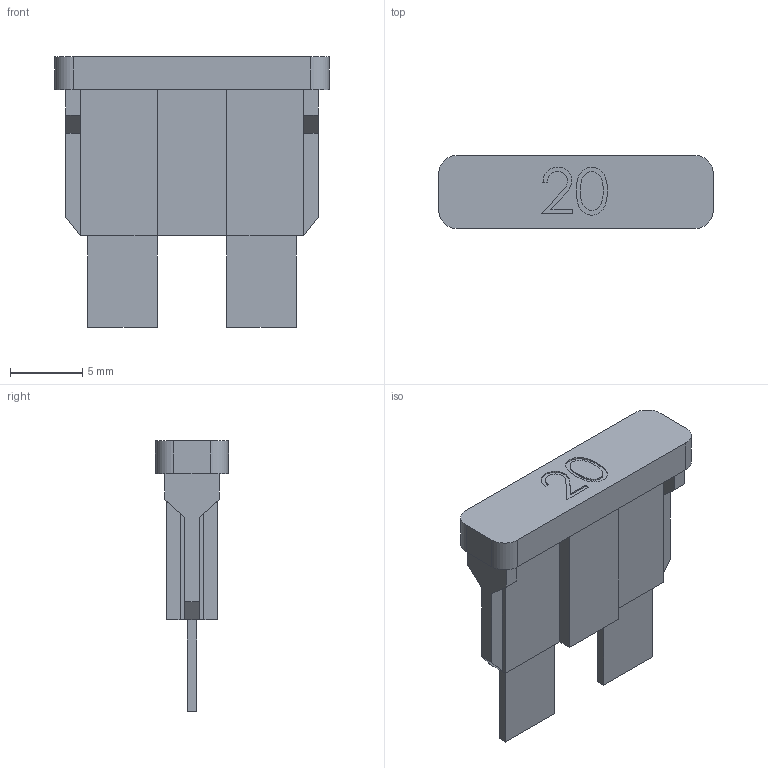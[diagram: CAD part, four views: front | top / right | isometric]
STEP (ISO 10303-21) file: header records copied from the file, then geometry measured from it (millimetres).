
FILE_DESCRIPTION (( 'STEP AP214' ), '1' );
FILE_NAME ('User Library-ATO-ATC STANDARD BLADE FUSE.STEP', '2019-02-03T13:27:23', ( '' ), ( '' ), 'SwSTEP 2.0', 'SolidWorks 2019', '' );
FILE_SCHEMA (( 'AUTOMOTIVE_DESIGN' ));
Length unit declared in the file: inch
Products named in the file (1): User Library-ATO-ATC STANDARD BLADE FUSE
Bounding box: 19.05 x 5.08 x 18.8 mm (x, y, z)
Volume: 545.1 mm3; surface area: 1063.2 mm2
Topology: 1 solids, 1 shells, 116 faces, 313 edges, 202 vertices
Faces by surface type: plane 89, bspline 15, cylinder 12
Entity records: 6203 total; most frequent: CARTESIAN_POINT 1823, ORIENTED_EDGE 626, DIRECTION 515, EDGE_CURVE 313, VECTOR 255, LINE 255, VERTEX_POINT 202, AXIS2_PLACEMENT_3D 130
